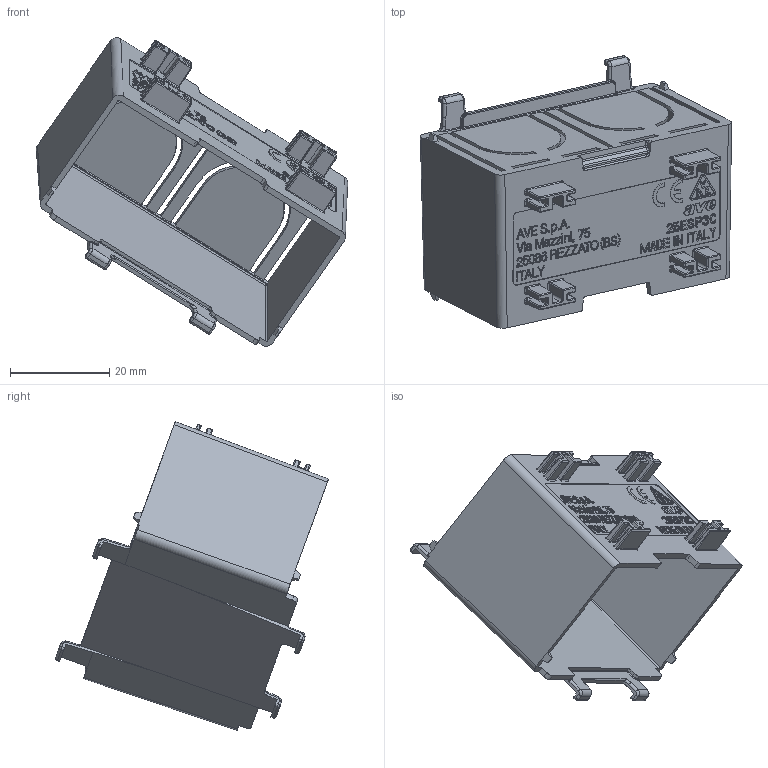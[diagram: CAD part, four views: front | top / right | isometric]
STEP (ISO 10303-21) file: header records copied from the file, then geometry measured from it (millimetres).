
FILE_DESCRIPTION(('CATIA V5 STEP Exchange'),'2;1');
FILE_NAME('25ESP3C.stp','2025-10-20T06:58:22+00:00',('none'),('none'),'CATIA Version 5-6 Release 2016 SP6','CATIA V5 STEP AP203','none');
FILE_SCHEMA(('CONFIG_CONTROL_DESIGN'));
Products named in the file (1): STP
Assembly tree (1 placements, depth 2):
  STP
    #57
Bounding box: 62.83 x 55.07 x 62.28 mm (x, y, z)
Volume: 9639.1 mm3; surface area: 15379.1 mm2
Topology: 1 solids, 1 shells, 2075 faces, 5596 edges, 3532 vertices
Faces by surface type: plane 1465, cylinder 380, bspline 126, sphere 68, extrusion 28, cone 8
Entity records: 68135 total; most frequent: CARTESIAN_POINT 19883, ORIENTED_EDGE 11044, DIRECTION 7977, EDGE_CURVE 5522, VECTOR 4402, LINE 4374, VERTEX_POINT 3532, EDGE_LOOP 2180
